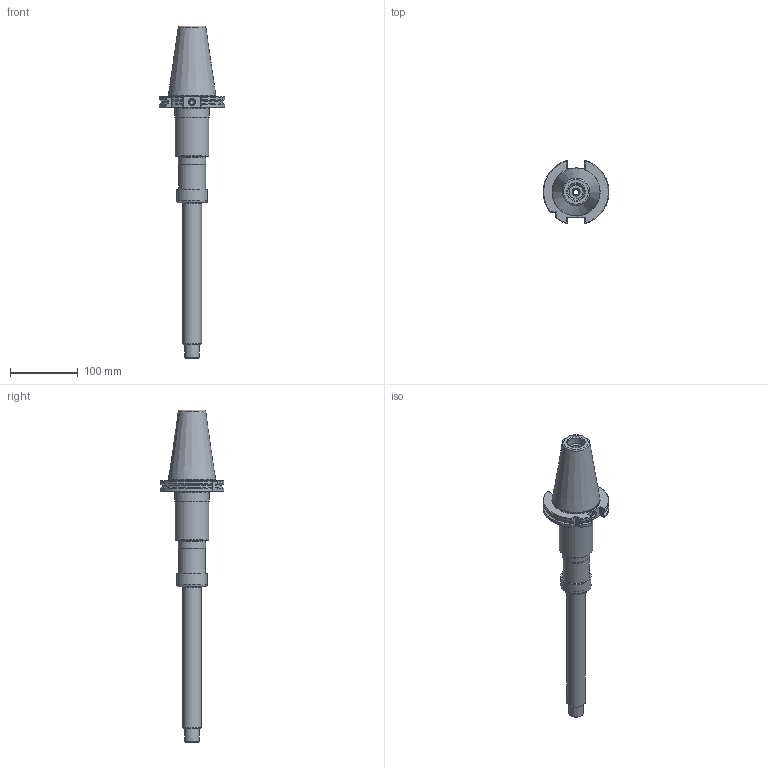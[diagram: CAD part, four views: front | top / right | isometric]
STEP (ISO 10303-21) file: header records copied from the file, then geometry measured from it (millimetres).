
FILE_DESCRIPTION(/* description */ (''),/* implementation_level */ '2;1');
FILE_NAME(/* name */ '885213230.stp',/* time_stamp */ '2021-10-13T12:16:02',/* author */ ('LRA'),/* organization */ ('REGO-FIX'),/* preprocessor_version */ ' Unknown',/* originating_system */ 'SIEMENS PLM Software Solid Edge ST10',/* authorization */ 'Unknown');
FILE_SCHEMA (('AUTOMOTIVE_DESIGN { 1 0 10303 214 2 1 1}'));
Length unit declared in the file: millimetre
Products named in the file (1): NOCUT
Bounding box: 97.32 x 93.58 x 491.1 mm (x, y, z)
Volume: 639821 mm3; surface area: 104416 mm2
Topology: 1 solids, 3 shells, 164 faces, 394 edges, 248 vertices
Faces by surface type: plane 54, cone 47, cylinder 39, torus 24
Full cylindrical faces by diameter (mm): 7 x1, 8.35 x1, 8.376 x1, 10 x2, 10.5 x1, 20.752 x1, 22 x1, 23.8 x1, 24.7 x1, 25 x2, 28 x1, 29 x1, 33 x1, 34 x1, 38.376 x1, 40 x1, 40.05 x1, 40.5 x2, 43.3 x1, 45.65 x1, 50 x1, 50.5 x1
Entity records: 5410 total; most frequent: DIRECTION 794, CARTESIAN_POINT 739, ORIENTED_EDGE 586, AXIS2_PLACEMENT_3D 349, EDGE_CURVE 293, FACE_BOUND 261, EDGE_LOOP 260, VERTEX_POINT 226
